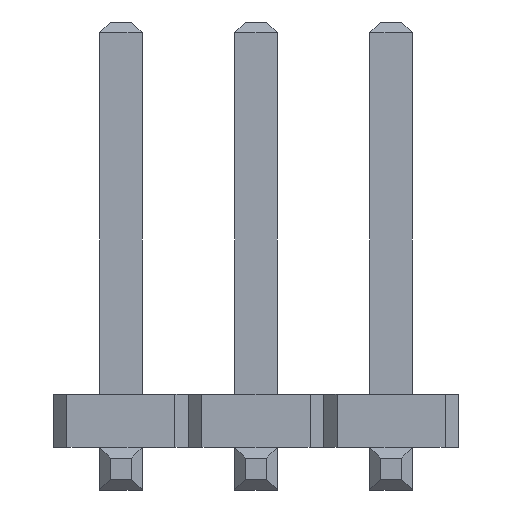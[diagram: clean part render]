
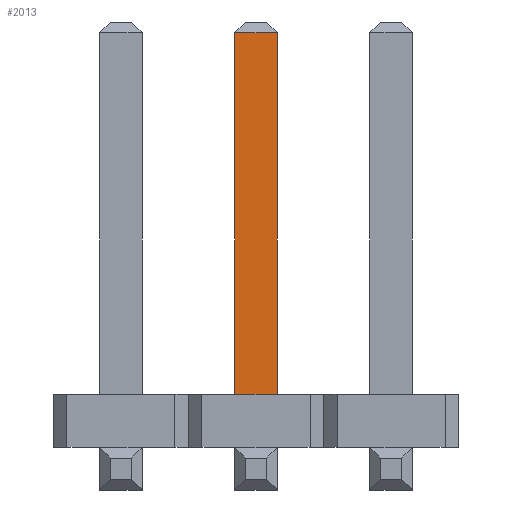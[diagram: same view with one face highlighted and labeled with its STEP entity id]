
A CAD part, left-side view. The second image highlights one B-rep face of the part: STEP entity #2013.
In plain terms, the highlighted planar face has unit normal (-1, 0, 0).
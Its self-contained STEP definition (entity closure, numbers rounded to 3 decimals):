
#737 = VERTEX_POINT('',#738);
#738 = CARTESIAN_POINT('',(-0.835,0.2,0.9));
#746 = EDGE_CURVE('',#737,#747,#749,.T.);
#747 = VERTEX_POINT('',#748);
#748 = CARTESIAN_POINT('',(-0.835,-0.2,0.9));
#749 = LINE('',#750,#751);
#750 = CARTESIAN_POINT('',(-0.835,1.053,0.9));
#751 = VECTOR('',#752,1.);
#752 = DIRECTION('',(0.,-1.,0.));
#1947 = EDGE_CURVE('',#1948,#737,#1950,.T.);
#1948 = VERTEX_POINT('',#1949);
#1949 = CARTESIAN_POINT('',(-0.835,0.2,4.3));
#1950 = LINE('',#1951,#1952);
#1951 = CARTESIAN_POINT('',(-0.835,0.2,4.4));
#1952 = VECTOR('',#1953,1.);
#1953 = DIRECTION('',(0.,0.,-1.));
#1995 = EDGE_CURVE('',#1996,#747,#1998,.T.);
#1996 = VERTEX_POINT('',#1997);
#1997 = CARTESIAN_POINT('',(-0.835,-0.2,4.3));
#1998 = LINE('',#1999,#2000);
#1999 = CARTESIAN_POINT('',(-0.835,-0.2,4.4));
#2000 = VECTOR('',#2001,1.);
#2001 = DIRECTION('',(0.,0.,-1.));
#2013 = ADVANCED_FACE('',(#2014),#2025,.F.);
#2014 = FACE_BOUND('',#2015,.F.);
#2015 = EDGE_LOOP('',(#2016,#2017,#2023,#2024));
#2016 = ORIENTED_EDGE('',*,*,#1947,.F.);
#2017 = ORIENTED_EDGE('',*,*,#2018,.T.);
#2018 = EDGE_CURVE('',#1948,#1996,#2019,.T.);
#2019 = LINE('',#2020,#2021);
#2020 = CARTESIAN_POINT('',(-0.835,0.2,4.3));
#2021 = VECTOR('',#2022,1.);
#2022 = DIRECTION('',(0.,-1.,0.));
#2023 = ORIENTED_EDGE('',*,*,#1995,.T.);
#2024 = ORIENTED_EDGE('',*,*,#746,.F.);
#2025 = PLANE('',#2026);
#2026 = AXIS2_PLACEMENT_3D('',#2027,#2028,#2029);
#2027 = CARTESIAN_POINT('',(-0.835,0.2,4.4));
#2028 = DIRECTION('',(1.,0.,0.));
#2029 = DIRECTION('',(0.,0.,-1.));
